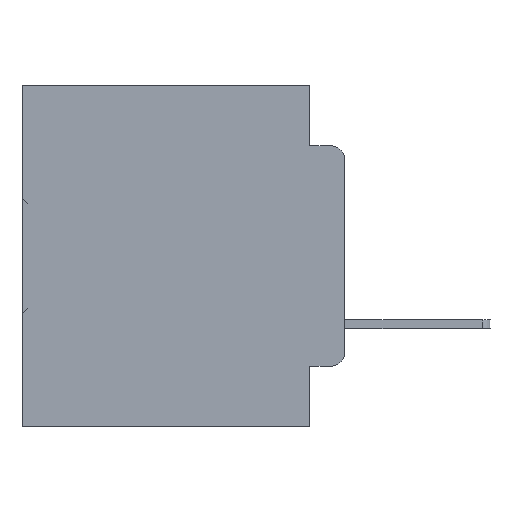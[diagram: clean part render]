
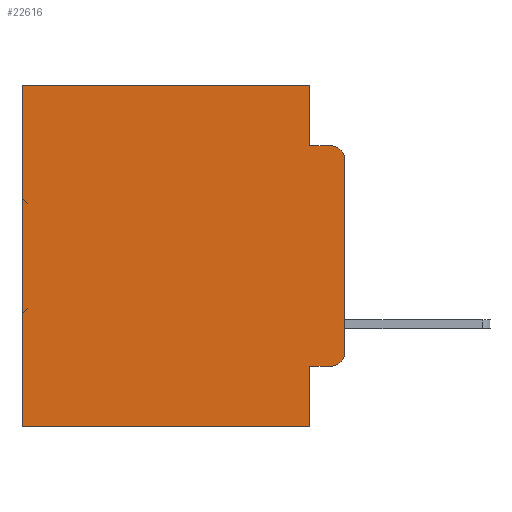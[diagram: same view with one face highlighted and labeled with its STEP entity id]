
A CAD part, left-side view. The second image highlights one B-rep face of the part: STEP entity #22616.
In plain terms, the highlighted planar face has unit normal (-1, 0, 0).
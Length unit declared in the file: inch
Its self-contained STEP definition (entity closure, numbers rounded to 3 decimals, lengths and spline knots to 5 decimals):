
#437 = AXIS2_PLACEMENT_3D ( 'NONE', #30252, #13659, #33013 ) ;
#599 = FACE_OUTER_BOUND ( 'NONE', #1032, .T. ) ;
#996 = DIRECTION ( 'NONE',  ( 0., 1., 0. ) ) ;
#1032 = EDGE_LOOP ( 'NONE', ( #4110, #15985, #10184, #17203, #18221, #24454, #21992, #35171, #28843, #26258 ) ) ;
#1542 = VERTEX_POINT ( 'NONE', #17594 ) ;
#1688 = LINE ( 'NONE', #32945, #8527 ) ;
#2284 = VERTEX_POINT ( 'NONE', #6658 ) ;
#2813 = PLANE ( 'NONE',  #7594 ) ;
#3106 = EDGE_CURVE ( 'NONE', #26078, #8589, #24938, .T. ) ;
#3214 = CIRCLE ( 'NONE', #8594, 0.02 ) ;
#3472 = DIRECTION ( 'NONE',  ( 0., 0., -1. ) ) ;
#3724 = CARTESIAN_POINT ( 'NONE',  ( 0.298, 0.02, -0.3915 ) ) ;
#4027 = EDGE_CURVE ( 'NONE', #1542, #13021, #18429, .T. ) ;
#4110 = ORIENTED_EDGE ( 'NONE', *, *, #34168, .F. ) ;
#5421 = CARTESIAN_POINT ( 'NONE',  ( 0.298, 0.051, -0.4115 ) ) ;
#6559 = VECTOR ( 'NONE', #35132, 39.37008 ) ;
#6643 = DIRECTION ( 'NONE',  ( 0., 0., -1. ) ) ;
#6658 = CARTESIAN_POINT ( 'NONE',  ( 0.298, 0.051, 0. ) ) ;
#7287 = CARTESIAN_POINT ( 'NONE',  ( 0.298, 0., -0.5 ) ) ;
#7594 = AXIS2_PLACEMENT_3D ( 'NONE', #19994, #8674, #28235 ) ;
#7640 = DIRECTION ( 'NONE',  ( 0., -1., 0. ) ) ;
#7717 = EDGE_CURVE ( 'NONE', #26531, #21499, #22918, .T. ) ;
#8527 = VECTOR ( 'NONE', #19273, 39.37008 ) ;
#8589 = VERTEX_POINT ( 'NONE', #10410 ) ;
#8594 = AXIS2_PLACEMENT_3D ( 'NONE', #3724, #23597, #6643 ) ;
#8674 = DIRECTION ( 'NONE',  ( 1., 0., 0. ) ) ;
#9138 = VECTOR ( 'NONE', #7640, 39.37008 ) ;
#9669 = CARTESIAN_POINT ( 'NONE',  ( 0.298, 0., 0. ) ) ;
#9672 = EDGE_CURVE ( 'NONE', #32917, #21499, #14593, .T. ) ;
#10184 = ORIENTED_EDGE ( 'NONE', *, *, #7717, .F. ) ;
#10204 = EDGE_CURVE ( 'NONE', #26078, #1542, #21688, .T. ) ;
#10410 = CARTESIAN_POINT ( 'NONE',  ( 0.298, 0.02, -0.4115 ) ) ;
#13021 = VERTEX_POINT ( 'NONE', #22106 ) ;
#13659 = DIRECTION ( 'NONE',  ( -1., 0., 0. ) ) ;
#13989 = EDGE_CURVE ( 'NONE', #8589, #31689, #3214, .T. ) ;
#14044 = EDGE_CURVE ( 'NONE', #2284, #15242, #23252, .T. ) ;
#14483 = CARTESIAN_POINT ( 'NONE',  ( 0.298, 0., -0.3915 ) ) ;
#14593 = CIRCLE ( 'NONE', #437, 0.02 ) ;
#14907 = VECTOR ( 'NONE', #3472, 39.37008 ) ;
#15242 = VERTEX_POINT ( 'NONE', #20629 ) ;
#15507 = VECTOR ( 'NONE', #20780, 39.37008 ) ;
#15850 = VECTOR ( 'NONE', #996, 39.37008 ) ;
#15985 = ORIENTED_EDGE ( 'NONE', *, *, #9672, .T. ) ;
#16983 = EDGE_CURVE ( 'NONE', #2284, #26531, #22222, .T. ) ;
#17203 = ORIENTED_EDGE ( 'NONE', *, *, #16983, .F. ) ;
#17247 = CARTESIAN_POINT ( 'NONE',  ( 0.298, 0.02, -0.0885 ) ) ;
#17594 = CARTESIAN_POINT ( 'NONE',  ( 0.298, 0.051, -0.5 ) ) ;
#18221 = ORIENTED_EDGE ( 'NONE', *, *, #14044, .T. ) ;
#18429 = LINE ( 'NONE', #7287, #24873 ) ;
#18705 = CARTESIAN_POINT ( 'NONE',  ( 0.298, 0.051, 0. ) ) ;
#19273 = DIRECTION ( 'NONE',  ( 0., 0., -1. ) ) ;
#19994 = CARTESIAN_POINT ( 'NONE',  ( 0.298, 0., 0. ) ) ;
#20629 = CARTESIAN_POINT ( 'NONE',  ( 0.298, 0.473, 0. ) ) ;
#20780 = DIRECTION ( 'NONE',  ( 0., -1., 0. ) ) ;
#21499 = VERTEX_POINT ( 'NONE', #17247 ) ;
#21688 = LINE ( 'NONE', #18705, #6559 ) ;
#21992 = ORIENTED_EDGE ( 'NONE', *, *, #4027, .F. ) ;
#22106 = CARTESIAN_POINT ( 'NONE',  ( 0.298, 0.473, -0.5 ) ) ;
#22222 = LINE ( 'NONE', #36378, #35856 ) ;
#22616 = ADVANCED_FACE ( 'NONE', ( #599 ), #2813, .F. ) ;
#22918 = LINE ( 'NONE', #34406, #15507 ) ;
#23252 = LINE ( 'NONE', #9669, #15850 ) ;
#23597 = DIRECTION ( 'NONE',  ( -1., 0., 0. ) ) ;
#24454 = ORIENTED_EDGE ( 'NONE', *, *, #32743, .T. ) ;
#24873 = VECTOR ( 'NONE', #26937, 39.37008 ) ;
#24938 = LINE ( 'NONE', #32174, #9138 ) ;
#25627 = DIRECTION ( 'NONE',  ( 0., 0., -1. ) ) ;
#26078 = VERTEX_POINT ( 'NONE', #5421 ) ;
#26085 = CARTESIAN_POINT ( 'NONE',  ( 0.298, 0.473, 0. ) ) ;
#26258 = ORIENTED_EDGE ( 'NONE', *, *, #13989, .T. ) ;
#26531 = VERTEX_POINT ( 'NONE', #31891 ) ;
#26937 = DIRECTION ( 'NONE',  ( 0., 1., 0. ) ) ;
#28235 = DIRECTION ( 'NONE',  ( 0., 0., -1. ) ) ;
#28843 = ORIENTED_EDGE ( 'NONE', *, *, #3106, .T. ) ;
#29547 = CARTESIAN_POINT ( 'NONE',  ( 0.298, 0., -0.1085 ) ) ;
#30252 = CARTESIAN_POINT ( 'NONE',  ( 0.298, 0.02, -0.1085 ) ) ;
#30477 = LINE ( 'NONE', #26085, #14907 ) ;
#31689 = VERTEX_POINT ( 'NONE', #14483 ) ;
#31891 = CARTESIAN_POINT ( 'NONE',  ( 0.298, 0.051, -0.0885 ) ) ;
#32174 = CARTESIAN_POINT ( 'NONE',  ( 0.298, 0.051, -0.4115 ) ) ;
#32743 = EDGE_CURVE ( 'NONE', #15242, #13021, #30477, .T. ) ;
#32917 = VERTEX_POINT ( 'NONE', #29547 ) ;
#32945 = CARTESIAN_POINT ( 'NONE',  ( 0.298, 0., 0. ) ) ;
#33013 = DIRECTION ( 'NONE',  ( 0., 0., -1. ) ) ;
#34168 = EDGE_CURVE ( 'NONE', #32917, #31689, #1688, .T. ) ;
#34406 = CARTESIAN_POINT ( 'NONE',  ( 0.298, 0.051, -0.0885 ) ) ;
#35132 = DIRECTION ( 'NONE',  ( 0., 0., -1. ) ) ;
#35171 = ORIENTED_EDGE ( 'NONE', *, *, #10204, .F. ) ;
#35856 = VECTOR ( 'NONE', #25627, 39.37008 ) ;
#36378 = CARTESIAN_POINT ( 'NONE',  ( 0.298, 0.051, 0. ) ) ;
